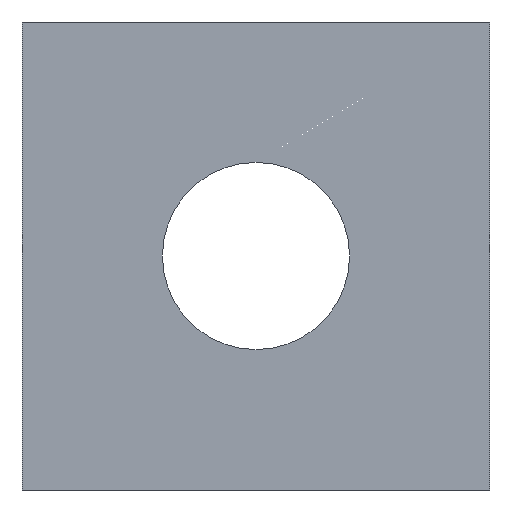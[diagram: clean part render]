
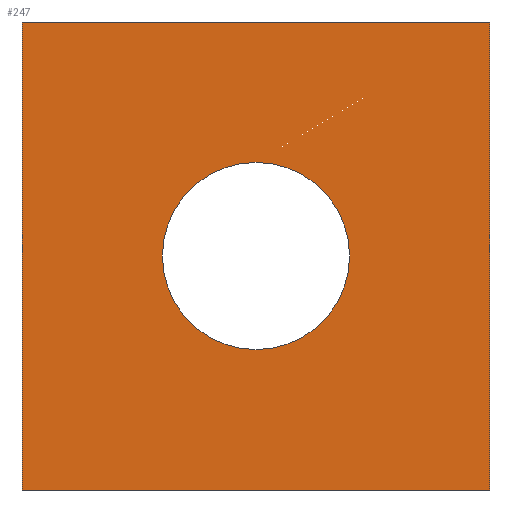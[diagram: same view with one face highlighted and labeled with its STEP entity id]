
A CAD part, front view. The second image highlights one B-rep face of the part: STEP entity #247.
In plain terms, the highlighted planar face has unit normal (0, -1, 0).
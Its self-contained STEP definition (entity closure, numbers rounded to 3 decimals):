
#22 = DIRECTION ( 'NONE',  ( 0., 1., 0. ) ) ;
#28 = CARTESIAN_POINT ( 'NONE',  ( -2.5, 0., 2.5 ) ) ;
#29 = ORIENTED_EDGE ( 'NONE', *, *, #104, .F. ) ;
#33 = DIRECTION ( 'NONE',  ( 0., 0., 1. ) ) ;
#36 = VERTEX_POINT ( 'NONE', #28 ) ;
#46 = VERTEX_POINT ( 'NONE', #67 ) ;
#67 = CARTESIAN_POINT ( 'NONE',  ( 0., 0., -1. ) ) ;
#70 = EDGE_CURVE ( 'NONE', #46, #473, #260, .T. ) ;
#74 = CARTESIAN_POINT ( 'NONE',  ( 0., 0., 0. ) ) ;
#78 = CARTESIAN_POINT ( 'NONE',  ( 2.5, 0., -2.5 ) ) ;
#79 = AXIS2_PLACEMENT_3D ( 'NONE', #292, #22, #377 ) ;
#93 = EDGE_CURVE ( 'NONE', #36, #258, #318, .T. ) ;
#103 = VERTEX_POINT ( 'NONE', #183 ) ;
#104 = EDGE_CURVE ( 'NONE', #439, #103, #259, .T. ) ;
#111 = VECTOR ( 'NONE', #331, 1000. ) ;
#112 = CARTESIAN_POINT ( 'NONE',  ( -2.5, 0., 2.5 ) ) ;
#144 = DIRECTION ( 'NONE',  ( 0., 1., 0. ) ) ;
#151 = LINE ( 'NONE', #78, #111 ) ;
#152 = DIRECTION ( 'NONE',  ( 0., 1., 0. ) ) ;
#178 = DIRECTION ( 'NONE',  ( 0., 0., 1. ) ) ;
#183 = CARTESIAN_POINT ( 'NONE',  ( -2.5, 0., -2.5 ) ) ;
#187 = VECTOR ( 'NONE', #226, 1000. ) ;
#204 = ORIENTED_EDGE ( 'NONE', *, *, #458, .F. ) ;
#223 = EDGE_CURVE ( 'NONE', #473, #46, #399, .T. ) ;
#226 = DIRECTION ( 'NONE',  ( 1., 0., 0. ) ) ;
#242 = DIRECTION ( 'NONE',  ( 0., 0., 1. ) ) ;
#247 = ADVANCED_FACE ( 'NONE', ( #347, #357 ), #266, .F. ) ;
#258 = VERTEX_POINT ( 'NONE', #284 ) ;
#259 = LINE ( 'NONE', #475, #272 ) ;
#260 = CIRCLE ( 'NONE', #79, 1. ) ;
#264 = ORIENTED_EDGE ( 'NONE', *, *, #70, .T. ) ;
#266 = PLANE ( 'NONE',  #389 ) ;
#270 = AXIS2_PLACEMENT_3D ( 'NONE', #74, #152, #178 ) ;
#272 = VECTOR ( 'NONE', #469, 1000. ) ;
#284 = CARTESIAN_POINT ( 'NONE',  ( 2.5, 0., 2.5 ) ) ;
#292 = CARTESIAN_POINT ( 'NONE',  ( 0., 0., 0. ) ) ;
#318 = LINE ( 'NONE', #112, #187 ) ;
#327 = VECTOR ( 'NONE', #33, 1000. ) ;
#331 = DIRECTION ( 'NONE',  ( 0., 0., -1. ) ) ;
#346 = EDGE_LOOP ( 'NONE', ( #427, #29, #204, #384 ) ) ;
#347 = FACE_BOUND ( 'NONE', #422, .T. ) ;
#357 = FACE_OUTER_BOUND ( 'NONE', #346, .T. ) ;
#363 = CARTESIAN_POINT ( 'NONE',  ( 0., 0., 0. ) ) ;
#366 = CARTESIAN_POINT ( 'NONE',  ( 0., 0., 1. ) ) ;
#377 = DIRECTION ( 'NONE',  ( 0., 0., 1. ) ) ;
#384 = ORIENTED_EDGE ( 'NONE', *, *, #93, .F. ) ;
#389 = AXIS2_PLACEMENT_3D ( 'NONE', #363, #144, #242 ) ;
#399 = CIRCLE ( 'NONE', #270, 1. ) ;
#417 = CARTESIAN_POINT ( 'NONE',  ( -2.5, 0., -2.5 ) ) ;
#422 = EDGE_LOOP ( 'NONE', ( #478, #264 ) ) ;
#427 = ORIENTED_EDGE ( 'NONE', *, *, #501, .F. ) ;
#439 = VERTEX_POINT ( 'NONE', #515 ) ;
#458 = EDGE_CURVE ( 'NONE', #258, #439, #151, .T. ) ;
#469 = DIRECTION ( 'NONE',  ( -1., 0., 0. ) ) ;
#473 = VERTEX_POINT ( 'NONE', #366 ) ;
#475 = CARTESIAN_POINT ( 'NONE',  ( -2.5, 0., -2.5 ) ) ;
#478 = ORIENTED_EDGE ( 'NONE', *, *, #223, .T. ) ;
#501 = EDGE_CURVE ( 'NONE', #103, #36, #516, .T. ) ;
#515 = CARTESIAN_POINT ( 'NONE',  ( 2.5, 0., -2.5 ) ) ;
#516 = LINE ( 'NONE', #417, #327 ) ;
